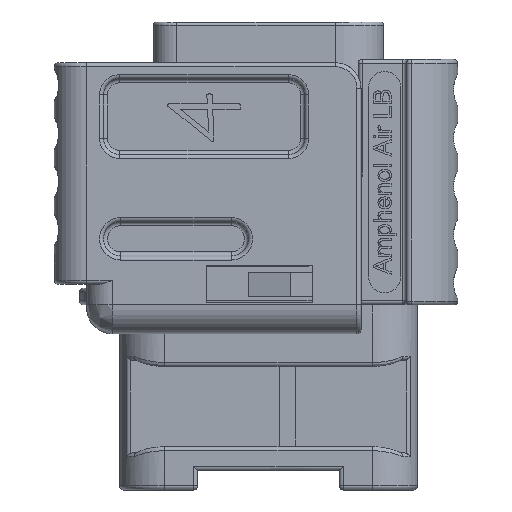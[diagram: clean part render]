
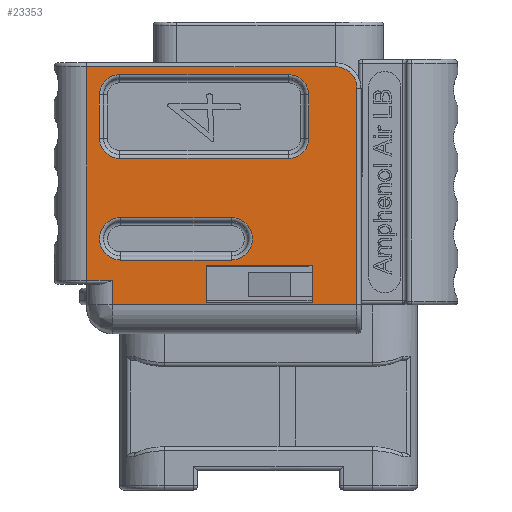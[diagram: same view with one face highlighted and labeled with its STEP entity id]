
A CAD part, left-side view. The second image highlights one B-rep face of the part: STEP entity #23353.
In plain terms, the highlighted planar face has unit normal (-1, 0, 0).
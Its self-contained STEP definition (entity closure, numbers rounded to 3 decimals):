
#696=DIRECTION('',(0.,0.,-1.));
#697=VECTOR('',#696,1.53);
#698=CARTESIAN_POINT('',(-13.75,9.7,1.53));
#699=LINE('',#698,#697);
#725=DIRECTION('',(0.,0.,-1.));
#726=VECTOR('',#725,13.27);
#727=CARTESIAN_POINT('',(-13.75,11.3,14.8));
#728=LINE('',#727,#726);
#1240=DIRECTION('',(0.,0.,-1.));
#1241=VECTOR('',#1240,13.45);
#1242=CARTESIAN_POINT('',(-13.75,-5.5,13.45));
#1243=LINE('',#1242,#1241);
#1244=DIRECTION('',(0.,-1.,0.));
#1245=VECTOR('',#1244,15.2);
#1246=CARTESIAN_POINT('',(-13.75,9.7,0.));
#1247=LINE('',#1246,#1245);
#1248=DIRECTION('',(0.,-1.,0.));
#1249=VECTOR('',#1248,1.6);
#1250=CARTESIAN_POINT('',(-13.75,11.3,1.53));
#1251=LINE('',#1250,#1249);
#1252=DIRECTION('',(0.,-1.,0.));
#1253=VECTOR('',#1252,15.45);
#1254=CARTESIAN_POINT('',(-13.75,11.3,14.8));
#1255=LINE('',#1254,#1253);
#1256=CARTESIAN_POINT('',(-13.75,-4.15,13.45));
#1257=DIRECTION('',(1.,0.,0.));
#1258=DIRECTION('',(0.,0.,1.));
#1259=AXIS2_PLACEMENT_3D('',#1256,#1257,#1258);
#1261=DIRECTION('',(0.,0.,-1.));
#1262=VECTOR('',#1261,2.3);
#1263=CARTESIAN_POINT('',(-13.75,-2.75,2.45));
#1264=LINE('',#1263,#1262);
#1265=DIRECTION('',(0.,-1.,0.));
#1266=VECTOR('',#1265,6.6);
#1267=CARTESIAN_POINT('',(-13.75,3.85,2.45));
#1268=LINE('',#1267,#1266);
#1269=DIRECTION('',(0.,0.,1.));
#1270=VECTOR('',#1269,2.3);
#1271=CARTESIAN_POINT('',(-13.75,3.85,0.15));
#1272=LINE('',#1271,#1270);
#1273=DIRECTION('',(0.,1.,0.));
#1274=VECTOR('',#1273,6.6);
#1275=CARTESIAN_POINT('',(-13.75,-2.75,0.15));
#1276=LINE('',#1275,#1274);
#1277=CARTESIAN_POINT('',(-13.75,9.25,10.35));
#1278=DIRECTION('',(1.,0.,0.));
#1279=DIRECTION('',(0.,0.,-1.));
#1280=AXIS2_PLACEMENT_3D('',#1277,#1278,#1279);
#1282=DIRECTION('',(0.,1.,0.));
#1283=VECTOR('',#1282,10.5);
#1284=CARTESIAN_POINT('',(-13.75,-1.25,9.1));
#1285=LINE('',#1284,#1283);
#1286=CARTESIAN_POINT('',(-13.75,-1.25,10.35));
#1287=DIRECTION('',(1.,0.,0.));
#1288=DIRECTION('',(0.,-1.,0.));
#1289=AXIS2_PLACEMENT_3D('',#1286,#1287,#1288);
#1291=DIRECTION('',(0.,0.,-1.));
#1292=VECTOR('',#1291,2.7);
#1293=CARTESIAN_POINT('',(-13.75,-2.5,13.05));
#1294=LINE('',#1293,#1292);
#1295=CARTESIAN_POINT('',(-13.75,-1.25,13.05));
#1296=DIRECTION('',(1.,0.,0.));
#1297=DIRECTION('',(0.,0.,1.));
#1298=AXIS2_PLACEMENT_3D('',#1295,#1296,#1297);
#1300=DIRECTION('',(0.,-1.,0.));
#1301=VECTOR('',#1300,10.5);
#1302=CARTESIAN_POINT('',(-13.75,9.25,14.3));
#1303=LINE('',#1302,#1301);
#1304=CARTESIAN_POINT('',(-13.75,9.25,13.05));
#1305=DIRECTION('',(1.,0.,0.));
#1306=DIRECTION('',(0.,1.,0.));
#1307=AXIS2_PLACEMENT_3D('',#1304,#1305,#1306);
#1309=DIRECTION('',(0.,0.,1.));
#1310=VECTOR('',#1309,2.7);
#1311=CARTESIAN_POINT('',(-13.75,10.5,10.35));
#1312=LINE('',#1311,#1310);
#1313=DIRECTION('',(0.,-1.,0.));
#1314=VECTOR('',#1313,6.86);
#1315=CARTESIAN_POINT('',(-13.75,9.18,2.79));
#1316=LINE('',#1315,#1314);
#1317=CARTESIAN_POINT('',(-13.75,2.32,4.11));
#1318=DIRECTION('',(-1.,0.,0.));
#1319=DIRECTION('',(0.,0.,-1.));
#1320=AXIS2_PLACEMENT_3D('',#1317,#1318,#1319);
#1322=DIRECTION('',(0.,1.,0.));
#1323=VECTOR('',#1322,6.86);
#1324=CARTESIAN_POINT('',(-13.75,2.32,5.43));
#1325=LINE('',#1324,#1323);
#1326=CARTESIAN_POINT('',(-13.75,9.18,4.11));
#1327=DIRECTION('',(-1.,0.,0.));
#1328=DIRECTION('',(0.,0.,1.));
#1329=AXIS2_PLACEMENT_3D('',#1326,#1327,#1328);
#21042=CARTESIAN_POINT('',(-13.75,9.7,0.));
#21044=VERTEX_POINT('',#21042);
#21058=CARTESIAN_POINT('',(-13.75,-2.75,2.45));
#21059=CARTESIAN_POINT('',(-13.75,-2.75,0.15));
#21060=VERTEX_POINT('',#21058);
#21061=VERTEX_POINT('',#21059);
#21062=CARTESIAN_POINT('',(-13.75,3.85,0.15));
#21063=VERTEX_POINT('',#21062);
#21064=CARTESIAN_POINT('',(-13.75,3.85,2.45));
#21065=VERTEX_POINT('',#21064);
#21074=CARTESIAN_POINT('',(-13.75,11.3,1.53));
#21075=CARTESIAN_POINT('',(-13.75,9.7,1.53));
#21076=VERTEX_POINT('',#21074);
#21077=VERTEX_POINT('',#21075);
#21222=CARTESIAN_POINT('',(-13.75,9.25,9.1));
#21223=CARTESIAN_POINT('',(-13.75,10.5,10.35));
#21224=VERTEX_POINT('',#21222);
#21225=VERTEX_POINT('',#21223);
#21230=CARTESIAN_POINT('',(-13.75,10.5,13.05));
#21231=VERTEX_POINT('',#21230);
#21234=CARTESIAN_POINT('',(-13.75,9.25,14.3));
#21235=VERTEX_POINT('',#21234);
#21238=CARTESIAN_POINT('',(-13.75,-1.25,14.3));
#21239=VERTEX_POINT('',#21238);
#21242=CARTESIAN_POINT('',(-13.75,-2.5,13.05));
#21243=VERTEX_POINT('',#21242);
#21246=CARTESIAN_POINT('',(-13.75,-2.5,10.35));
#21247=VERTEX_POINT('',#21246);
#21250=CARTESIAN_POINT('',(-13.75,-1.25,9.1));
#21251=VERTEX_POINT('',#21250);
#21345=CARTESIAN_POINT('',(-13.75,-5.5,0.));
#21347=VERTEX_POINT('',#21345);
#21351=CARTESIAN_POINT('',(-13.75,-5.5,13.45));
#21352=VERTEX_POINT('',#21351);
#21355=CARTESIAN_POINT('',(-13.75,-4.15,14.8));
#21356=VERTEX_POINT('',#21355);
#21359=CARTESIAN_POINT('',(-13.75,11.3,14.8));
#21360=VERTEX_POINT('',#21359);
#21683=CARTESIAN_POINT('',(-13.75,9.18,2.79));
#21684=CARTESIAN_POINT('',(-13.75,2.32,2.79));
#21685=VERTEX_POINT('',#21683);
#21686=VERTEX_POINT('',#21684);
#21689=CARTESIAN_POINT('',(-13.75,2.32,5.43));
#21690=VERTEX_POINT('',#21689);
#21693=CARTESIAN_POINT('',(-13.75,9.18,5.43));
#21694=VERTEX_POINT('',#21693);
#23301=CARTESIAN_POINT('',(-13.75,11.25,15.05));
#23302=DIRECTION('',(-1.,0.,0.));
#23303=DIRECTION('',(0.,1.,0.));
#23304=AXIS2_PLACEMENT_3D('',#23301,#23302,#23303);
#23305=PLANE('',#23304);
#23307=ORIENTED_EDGE('',*,*,#23306,.T.);
#23308=ORIENTED_EDGE('',*,*,#23272,.F.);
#23309=ORIENTED_EDGE('',*,*,#22755,.F.);
#23310=ORIENTED_EDGE('',*,*,#22771,.F.);
#23311=ORIENTED_EDGE('',*,*,#22798,.F.);
#23313=ORIENTED_EDGE('',*,*,#23312,.T.);
#23315=ORIENTED_EDGE('',*,*,#23314,.T.);
#23316=EDGE_LOOP('',(#23307,#23308,#23309,#23310,#23311,#23313,#23315));
#23317=FACE_OUTER_BOUND('',#23316,.F.);
#23318=ORIENTED_EDGE('',*,*,#22962,.F.);
#23319=ORIENTED_EDGE('',*,*,#22986,.F.);
#23320=ORIENTED_EDGE('',*,*,#23002,.F.);
#23322=ORIENTED_EDGE('',*,*,#23321,.F.);
#23323=EDGE_LOOP('',(#23318,#23319,#23320,#23322));
#23324=FACE_BOUND('',#23323,.F.);
#23326=ORIENTED_EDGE('',*,*,#23325,.F.);
#23328=ORIENTED_EDGE('',*,*,#23327,.F.);
#23330=ORIENTED_EDGE('',*,*,#23329,.F.);
#23332=ORIENTED_EDGE('',*,*,#23331,.F.);
#23334=ORIENTED_EDGE('',*,*,#23333,.F.);
#23336=ORIENTED_EDGE('',*,*,#23335,.F.);
#23338=ORIENTED_EDGE('',*,*,#23337,.F.);
#23340=ORIENTED_EDGE('',*,*,#23339,.F.);
#23341=EDGE_LOOP('',(#23326,#23328,#23330,#23332,#23334,#23336,#23338,#23340));
#23342=FACE_BOUND('',#23341,.F.);
#23344=ORIENTED_EDGE('',*,*,#23343,.T.);
#23346=ORIENTED_EDGE('',*,*,#23345,.T.);
#23348=ORIENTED_EDGE('',*,*,#23347,.T.);
#23350=ORIENTED_EDGE('',*,*,#23349,.T.);
#23351=EDGE_LOOP('',(#23344,#23346,#23348,#23350));
#23352=FACE_BOUND('',#23351,.F.);
#23353=ADVANCED_FACE('',(#23317,#23324,#23342,#23352),#23305,.T.);
#1260=CIRCLE('',#1259,1.35);
#1281=CIRCLE('',#1280,1.25);
#1290=CIRCLE('',#1289,1.25);
#1299=CIRCLE('',#1298,1.25);
#1308=CIRCLE('',#1307,1.25);
#1321=CIRCLE('',#1320,1.32);
#1330=CIRCLE('',#1329,1.32);
#22755=EDGE_CURVE('',#21077,#21044,#699,.T.);
#22771=EDGE_CURVE('',#21076,#21077,#1251,.T.);
#22798=EDGE_CURVE('',#21360,#21076,#728,.T.);
#22962=EDGE_CURVE('',#21060,#21061,#1264,.T.);
#22986=EDGE_CURVE('',#21065,#21060,#1268,.T.);
#23002=EDGE_CURVE('',#21063,#21065,#1272,.T.);
#23272=EDGE_CURVE('',#21044,#21347,#1247,.T.);
#23306=EDGE_CURVE('',#21352,#21347,#1243,.T.);
#23312=EDGE_CURVE('',#21360,#21356,#1255,.T.);
#23314=EDGE_CURVE('',#21356,#21352,#1260,.T.);
#23321=EDGE_CURVE('',#21061,#21063,#1276,.T.);
#23325=EDGE_CURVE('',#21224,#21225,#1281,.T.);
#23327=EDGE_CURVE('',#21251,#21224,#1285,.T.);
#23329=EDGE_CURVE('',#21247,#21251,#1290,.T.);
#23331=EDGE_CURVE('',#21243,#21247,#1294,.T.);
#23333=EDGE_CURVE('',#21239,#21243,#1299,.T.);
#23335=EDGE_CURVE('',#21235,#21239,#1303,.T.);
#23337=EDGE_CURVE('',#21231,#21235,#1308,.T.);
#23339=EDGE_CURVE('',#21225,#21231,#1312,.T.);
#23343=EDGE_CURVE('',#21685,#21686,#1316,.T.);
#23345=EDGE_CURVE('',#21686,#21690,#1321,.T.);
#23347=EDGE_CURVE('',#21690,#21694,#1325,.T.);
#23349=EDGE_CURVE('',#21694,#21685,#1330,.T.);
